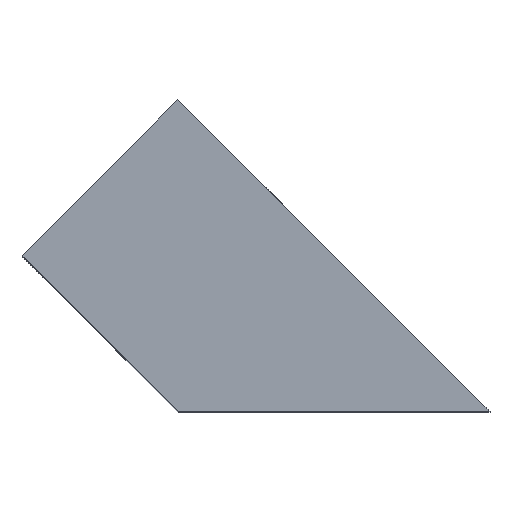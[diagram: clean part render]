
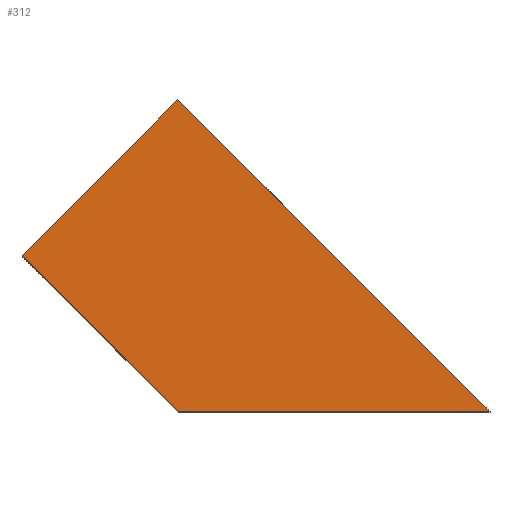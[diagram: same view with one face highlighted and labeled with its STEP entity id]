
A CAD part, top view. The second image highlights one B-rep face of the part: STEP entity #312.
In plain terms, the highlighted planar face has unit normal (0, 0, 1).
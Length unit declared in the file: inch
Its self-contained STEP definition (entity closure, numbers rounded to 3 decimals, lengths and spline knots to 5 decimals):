
#5 = VERTEX_POINT ( 'NONE', #54 ) ;
#42 = CARTESIAN_POINT ( 'NONE',  ( 1.59099, -0.53033, 0.25 ) ) ;
#45 = ORIENTED_EDGE ( 'NONE', *, *, #139, .T. ) ;
#50 = VECTOR ( 'NONE', #214, 39.37008 ) ;
#54 = CARTESIAN_POINT ( 'NONE',  ( 0., 0., 0.25 ) ) ;
#79 = DIRECTION ( 'NONE',  ( 1., 0., 0. ) ) ;
#86 = VERTEX_POINT ( 'NONE', #42 ) ;
#95 = VECTOR ( 'NONE', #79, 39.37008 ) ;
#116 = AXIS2_PLACEMENT_3D ( 'NONE', #129, #640, #542 ) ;
#129 = CARTESIAN_POINT ( 'NONE',  ( 0., 0., 0.25 ) ) ;
#139 = EDGE_CURVE ( 'NONE', #176, #5, #513, .T. ) ;
#159 = CARTESIAN_POINT ( 'NONE',  ( 0.53033, 0.53033, 0.25 ) ) ;
#171 = LINE ( 'NONE', #522, #209 ) ;
#176 = VERTEX_POINT ( 'NONE', #159 ) ;
#184 = CARTESIAN_POINT ( 'NONE',  ( 1.59099, -0.53033, 0.25 ) ) ;
#209 = VECTOR ( 'NONE', #223, 39.37008 ) ;
#214 = DIRECTION ( 'NONE',  ( -0.707, -0.707, 0. ) ) ;
#223 = DIRECTION ( 'NONE',  ( 0.707, -0.707, 0. ) ) ;
#232 = EDGE_CURVE ( 'NONE', #628, #86, #391, .T. ) ;
#257 = DIRECTION ( 'NONE',  ( -0.707, 0.707, 0. ) ) ;
#265 = ORIENTED_EDGE ( 'NONE', *, *, #379, .T. ) ;
#291 = EDGE_LOOP ( 'NONE', ( #265, #392, #377, #45 ) ) ;
#312 = ADVANCED_FACE ( 'NONE', ( #378 ), #573, .F. ) ;
#377 = ORIENTED_EDGE ( 'NONE', *, *, #396, .T. ) ;
#378 = FACE_OUTER_BOUND ( 'NONE', #291, .T. ) ;
#379 = EDGE_CURVE ( 'NONE', #5, #628, #171, .T. ) ;
#391 = LINE ( 'NONE', #184, #95 ) ;
#392 = ORIENTED_EDGE ( 'NONE', *, *, #232, .T. ) ;
#396 = EDGE_CURVE ( 'NONE', #86, #176, #525, .T. ) ;
#451 = CARTESIAN_POINT ( 'NONE',  ( 0.53033, -0.53033, 0.25 ) ) ;
#473 = CARTESIAN_POINT ( 'NONE',  ( 0., 0., 0.25 ) ) ;
#512 = CARTESIAN_POINT ( 'NONE',  ( 0.53033, 0.53033, 0.25 ) ) ;
#513 = LINE ( 'NONE', #473, #50 ) ;
#522 = CARTESIAN_POINT ( 'NONE',  ( 0.53033, -0.53033, 0.25 ) ) ;
#525 = LINE ( 'NONE', #512, #604 ) ;
#542 = DIRECTION ( 'NONE',  ( -1., 0., 0. ) ) ;
#573 = PLANE ( 'NONE',  #116 ) ;
#604 = VECTOR ( 'NONE', #257, 39.37008 ) ;
#628 = VERTEX_POINT ( 'NONE', #451 ) ;
#640 = DIRECTION ( 'NONE',  ( 0., 0., -1. ) ) ;
